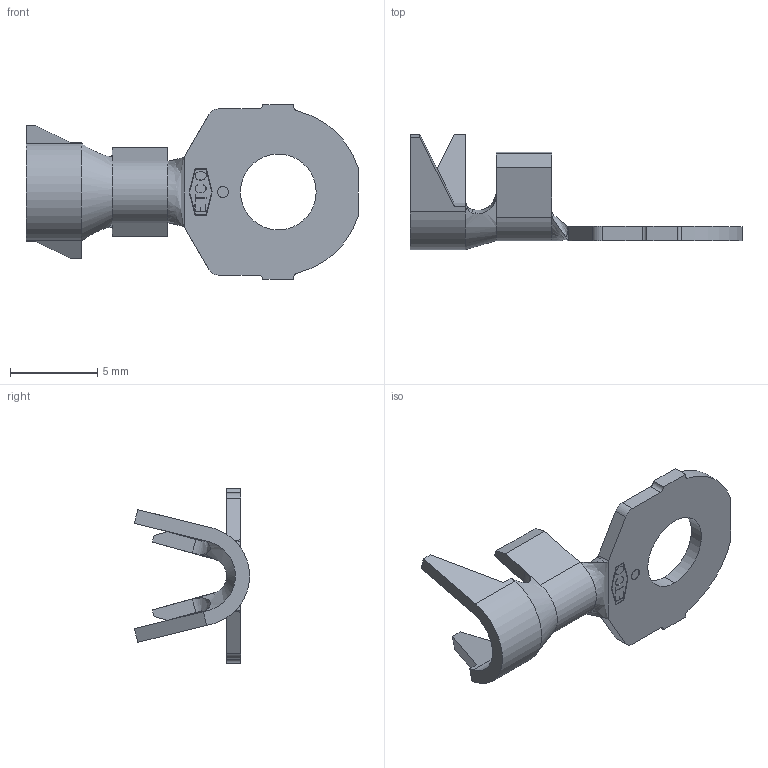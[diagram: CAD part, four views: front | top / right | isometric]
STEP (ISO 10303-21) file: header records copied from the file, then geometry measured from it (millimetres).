
FILE_DESCRIPTION (( 'STEP AP203' ), '1' );
FILE_NAME ('02027.STEP', '2015-02-06T19:59:06', ( '' ), ( '' ), 'SwSTEP 2.0', 'SolidWorks 2014', '' );
FILE_SCHEMA (( 'CONFIG_CONTROL_DESIGN' ));
Length unit declared in the file: inch
Products named in the file (1): 02027
Bounding box: 19.04 x 6.6 x 10.03 mm (x, y, z)
Volume: 121.9 mm3; surface area: 383 mm2
Topology: 1 solids, 1 shells, 219 faces, 593 edges, 382 vertices
Faces by surface type: plane 175, cylinder 22, bspline 16, cone 6
Entity records: 7127 total; most frequent: CARTESIAN_POINT 1670, ORIENTED_EDGE 1182, DIRECTION 996, EDGE_CURVE 591, LINE 500, VECTOR 500, VERTEX_POINT 382, AXIS2_PLACEMENT_3D 248
